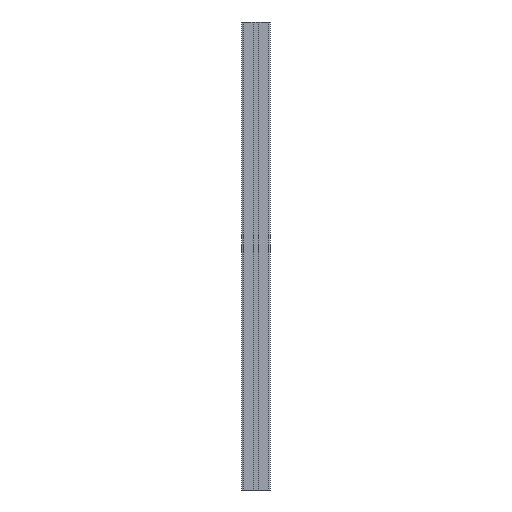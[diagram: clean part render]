
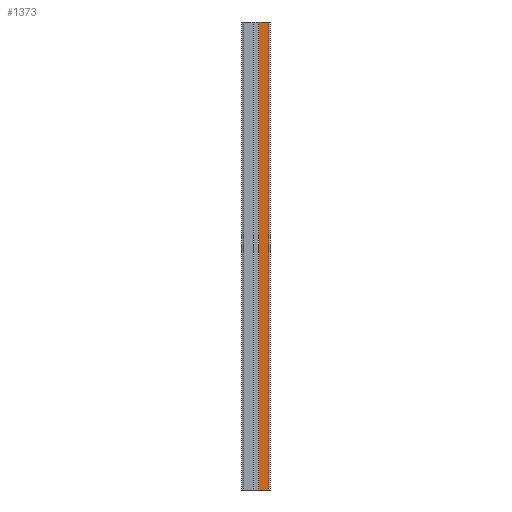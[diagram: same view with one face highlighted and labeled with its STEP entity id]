
A CAD part, front view. The second image highlights one B-rep face of the part: STEP entity #1373.
In plain terms, the highlighted planar face has unit normal (0, -1, 0).
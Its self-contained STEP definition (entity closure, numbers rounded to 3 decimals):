
#166=FACE_OUTER_BOUND('',#235,.T.);
#235=EDGE_LOOP('',(#1105,#1106,#1107,#1108));
#324=LINE('',#2137,#467);
#379=LINE('',#2293,#522);
#380=LINE('',#2295,#523);
#381=LINE('',#2296,#524);
#467=VECTOR('',#1730,10.);
#522=VECTOR('',#1881,10.);
#523=VECTOR('',#1882,10.);
#524=VECTOR('',#1883,10.);
#606=VERTEX_POINT('',#2133);
#607=VERTEX_POINT('',#2135);
#660=VERTEX_POINT('',#2292);
#661=VERTEX_POINT('',#2294);
#772=EDGE_CURVE('',#606,#607,#324,.T.);
#849=EDGE_CURVE('',#660,#607,#379,.T.);
#850=EDGE_CURVE('',#660,#661,#380,.T.);
#851=EDGE_CURVE('',#661,#606,#381,.T.);
#1105=ORIENTED_EDGE('',*,*,#772,.T.);
#1106=ORIENTED_EDGE('',*,*,#849,.F.);
#1107=ORIENTED_EDGE('',*,*,#850,.T.);
#1108=ORIENTED_EDGE('',*,*,#851,.T.);
#1308=PLANE('',#1515);
#1373=ADVANCED_FACE('',(#166),#1308,.T.);
#1515=AXIS2_PLACEMENT_3D('',#2291,#1879,#1880);
#1730=DIRECTION('',(0.,0.,-1.));
#1879=DIRECTION('center_axis',(0.,-1.,0.));
#1880=DIRECTION('ref_axis',(1.,0.,0.));
#1881=DIRECTION('',(-1.,0.,0.));
#1882=DIRECTION('',(0.,0.,1.));
#1883=DIRECTION('',(-1.,0.,0.));
#2133=CARTESIAN_POINT('',(4.45,-22.5,732.));
#2135=CARTESIAN_POINT('',(4.45,-22.5,0.));
#2137=CARTESIAN_POINT('',(4.45,-22.5,0.));
#2291=CARTESIAN_POINT('Origin',(-20.,-22.5,0.));
#2292=CARTESIAN_POINT('',(20.,-22.5,0.));
#2293=CARTESIAN_POINT('',(-10.,-22.5,0.));
#2294=CARTESIAN_POINT('',(20.,-22.5,732.));
#2295=CARTESIAN_POINT('',(20.,-22.5,0.));
#2296=CARTESIAN_POINT('',(-10.,-22.5,732.));
